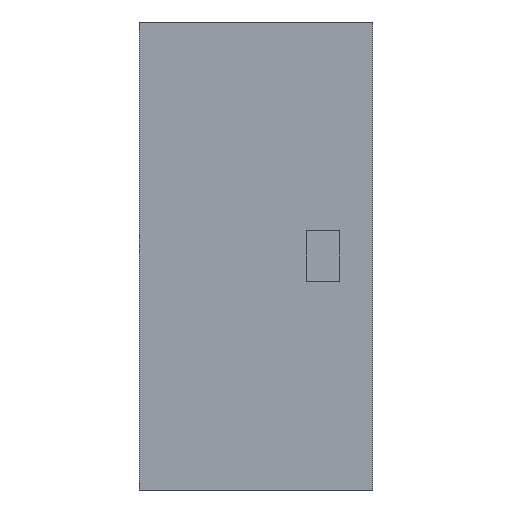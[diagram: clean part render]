
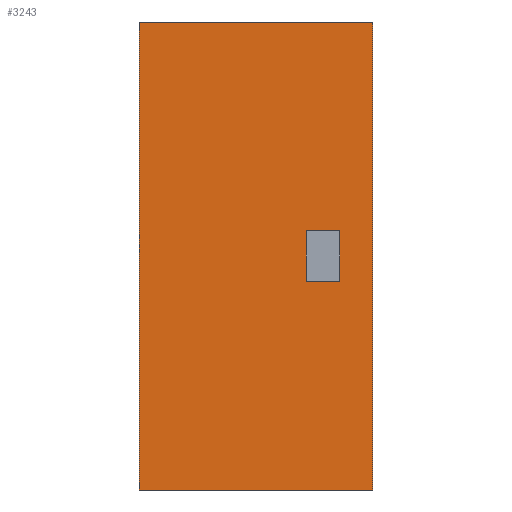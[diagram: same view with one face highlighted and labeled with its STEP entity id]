
A CAD part, left-side view. The second image highlights one B-rep face of the part: STEP entity #3243.
In plain terms, the highlighted planar face has unit normal (-1, 0, 0).
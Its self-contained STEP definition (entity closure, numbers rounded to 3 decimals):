
#144=FACE_BOUND('',#442,.T.);
#265=FACE_OUTER_BOUND('',#441,.T.);
#441=EDGE_LOOP('',(#2415,#2416,#2417,#2418));
#442=EDGE_LOOP('',(#2419,#2420,#2421,#2422));
#654=LINE('',#4904,#986);
#656=LINE('',#4909,#988);
#669=LINE('',#4949,#1001);
#682=LINE('',#4975,#1014);
#683=LINE('',#4978,#1015);
#684=LINE('',#4980,#1016);
#685=LINE('',#4982,#1017);
#686=LINE('',#4983,#1018);
#986=VECTOR('',#3928,1000.);
#988=VECTOR('',#3932,1000.);
#1001=VECTOR('',#3963,10.);
#1014=VECTOR('',#3978,10.);
#1015=VECTOR('',#3979,1000.);
#1016=VECTOR('',#3980,1000.);
#1017=VECTOR('',#3981,1000.);
#1018=VECTOR('',#3982,1000.);
#1439=VERTEX_POINT('',#4901);
#1440=VERTEX_POINT('',#4903);
#1441=VERTEX_POINT('',#4907);
#1442=VERTEX_POINT('',#4908);
#1473=VERTEX_POINT('',#4976);
#1474=VERTEX_POINT('',#4977);
#1475=VERTEX_POINT('',#4979);
#1476=VERTEX_POINT('',#4981);
#1790=EDGE_CURVE('',#1439,#1440,#654,.T.);
#1792=EDGE_CURVE('',#1441,#1442,#656,.T.);
#1813=EDGE_CURVE('',#1442,#1439,#669,.T.);
#1826=EDGE_CURVE('',#1441,#1440,#682,.T.);
#1827=EDGE_CURVE('',#1473,#1474,#683,.T.);
#1828=EDGE_CURVE('',#1475,#1473,#684,.T.);
#1829=EDGE_CURVE('',#1476,#1475,#685,.T.);
#1830=EDGE_CURVE('',#1474,#1476,#686,.T.);
#2415=ORIENTED_EDGE('',*,*,#1813,.F.);
#2416=ORIENTED_EDGE('',*,*,#1792,.F.);
#2417=ORIENTED_EDGE('',*,*,#1826,.T.);
#2418=ORIENTED_EDGE('',*,*,#1790,.F.);
#2419=ORIENTED_EDGE('',*,*,#1827,.F.);
#2420=ORIENTED_EDGE('',*,*,#1828,.F.);
#2421=ORIENTED_EDGE('',*,*,#1829,.F.);
#2422=ORIENTED_EDGE('',*,*,#1830,.F.);
#3131=PLANE('',#3471);
#3243=ADVANCED_FACE('',(#265,#144),#3131,.F.);
#3471=AXIS2_PLACEMENT_3D('',#4974,#3976,#3977);
#3928=DIRECTION('',(0.,0.,1.));
#3932=DIRECTION('',(0.,0.,-1.));
#3963=DIRECTION('',(0.,1.,0.));
#3976=DIRECTION('center_axis',(1.,0.,0.));
#3977=DIRECTION('ref_axis',(0.,-1.,0.));
#3978=DIRECTION('',(0.,1.,0.));
#3979=DIRECTION('',(0.,1.,0.));
#3980=DIRECTION('',(0.,0.,1.));
#3981=DIRECTION('',(0.,-1.,0.));
#3982=DIRECTION('',(0.,0.,-1.));
#4901=CARTESIAN_POINT('',(-2.216,0.7,1.8));
#4903=CARTESIAN_POINT('',(-2.216,0.7,3.2));
#4904=CARTESIAN_POINT('',(-2.216,0.7,1.8));
#4907=CARTESIAN_POINT('',(-2.216,0.,3.2));
#4908=CARTESIAN_POINT('',(-2.216,0.,1.8));
#4909=CARTESIAN_POINT('',(-2.216,0.,3.2));
#4949=CARTESIAN_POINT('',(-2.216,0.52,1.8));
#4974=CARTESIAN_POINT('Origin',(-2.216,0.,1.8));
#4975=CARTESIAN_POINT('',(-2.216,0.52,3.2));
#4976=CARTESIAN_POINT('',(-2.216,0.1,2.575));
#4977=CARTESIAN_POINT('',(-2.216,0.2,2.575));
#4978=CARTESIAN_POINT('',(-2.216,0.,2.575));
#4979=CARTESIAN_POINT('',(-2.216,0.1,2.425));
#4980=CARTESIAN_POINT('',(-2.216,0.1,1.8));
#4981=CARTESIAN_POINT('',(-2.216,0.2,2.425));
#4982=CARTESIAN_POINT('',(-2.216,0.,2.425));
#4983=CARTESIAN_POINT('',(-2.216,0.2,1.8));
